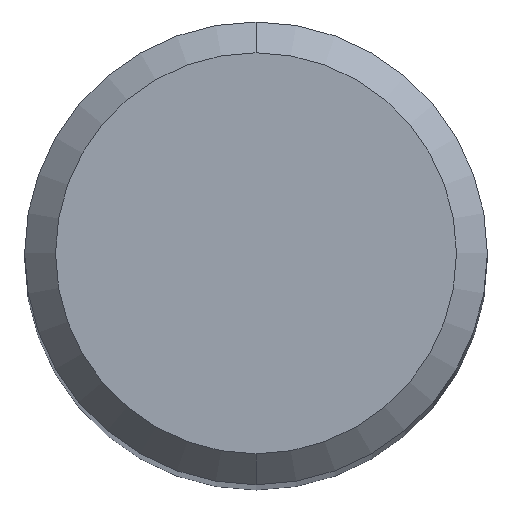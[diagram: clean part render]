
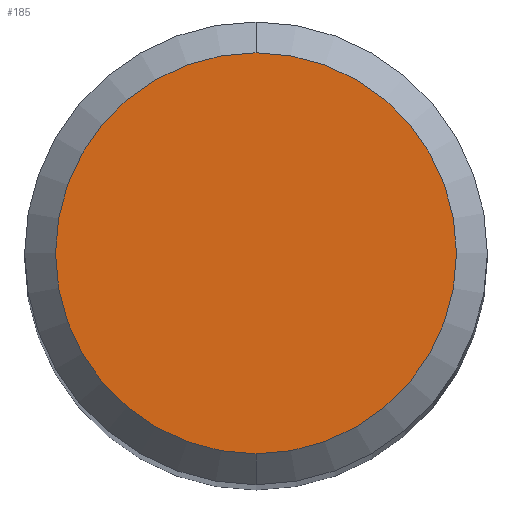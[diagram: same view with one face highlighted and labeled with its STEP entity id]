
A CAD part, top view. The second image highlights one B-rep face of the part: STEP entity #185.
In plain terms, the highlighted planar face has unit normal (0, 0, 1).
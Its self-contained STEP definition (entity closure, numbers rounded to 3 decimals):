
#185=ADVANCED_FACE('',(#492),#493,.T.);
#193=EDGE_CURVE('',#445,#433,#501,.T.);
#307=EDGE_CURVE('',#433,#445,#632,.T.);
#433=VERTEX_POINT('',#767);
#445=VERTEX_POINT('',#780);
#492=FACE_OUTER_BOUND('',#827,.T.);
#493=PLANE('',#828);
#501=CIRCLE('',#840,2.6);
#632=CIRCLE('',#1076,2.6);
#767=CARTESIAN_POINT('',(0.0,2.6,0.0));
#780=CARTESIAN_POINT('',(0.,-2.6,0.0));
#827=EDGE_LOOP('',(#1454,#1455));
#828=AXIS2_PLACEMENT_3D('',#1456,#1457,#1458);
#840=AXIS2_PLACEMENT_3D('',#1468,#1469,#1470);
#1076=AXIS2_PLACEMENT_3D('',#1644,#1645,#1646);
#1454=ORIENTED_EDGE('',*,*,#307,.F.);
#1455=ORIENTED_EDGE('',*,*,#193,.F.);
#1456=CARTESIAN_POINT('',(0.0,1.3,0.0));
#1457=DIRECTION('',(-0.0,0.0,1.0));
#1458=DIRECTION('',(0.0,-1.0,0.0));
#1468=CARTESIAN_POINT('',(0.0,0.0,0.0));
#1469=DIRECTION('',(0.0,0.0,-1.0));
#1470=DIRECTION('',(0.0,1.0,0.0));
#1644=CARTESIAN_POINT('',(0.0,0.0,0.0));
#1645=DIRECTION('',(0.0,0.0,-1.0));
#1646=DIRECTION('',(0.0,1.0,0.0));
